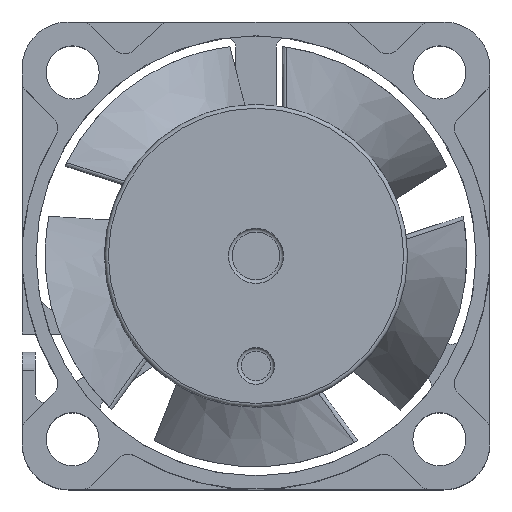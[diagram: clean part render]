
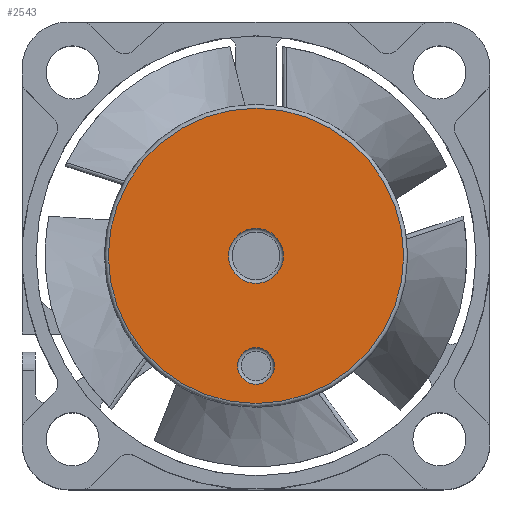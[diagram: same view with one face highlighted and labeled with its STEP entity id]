
A CAD part, top view. The second image highlights one B-rep face of the part: STEP entity #2543.
In plain terms, the highlighted planar face has unit normal (0, 0, 1).
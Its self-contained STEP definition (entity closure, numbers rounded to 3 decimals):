
#154=FACE_BOUND('',#474,.T.);
#155=FACE_BOUND('',#475,.T.);
#198=PLANE('',#2799);
#328=FACE_OUTER_BOUND('',#473,.T.);
#473=EDGE_LOOP('',(#2337));
#474=EDGE_LOOP('',(#2338,#2339));
#475=EDGE_LOOP('',(#2340,#2341));
#939=CIRCLE('',#2797,8.05);
#941=CIRCLE('',#2800,1.5);
#942=CIRCLE('',#2801,1.5);
#943=CIRCLE('',#2802,1.);
#944=CIRCLE('',#2803,1.);
#1198=VERTEX_POINT('',#6316);
#1199=VERTEX_POINT('',#6320);
#1200=VERTEX_POINT('',#6321);
#1201=VERTEX_POINT('',#6324);
#1202=VERTEX_POINT('',#6325);
#1579=EDGE_CURVE('',#1198,#1198,#939,.T.);
#1581=EDGE_CURVE('',#1199,#1200,#941,.T.);
#1582=EDGE_CURVE('',#1200,#1199,#942,.T.);
#1583=EDGE_CURVE('',#1201,#1202,#943,.T.);
#1584=EDGE_CURVE('',#1202,#1201,#944,.T.);
#2337=ORIENTED_EDGE('',*,*,#1579,.F.);
#2338=ORIENTED_EDGE('',*,*,#1581,.T.);
#2339=ORIENTED_EDGE('',*,*,#1582,.T.);
#2340=ORIENTED_EDGE('',*,*,#1583,.T.);
#2341=ORIENTED_EDGE('',*,*,#1584,.T.);
#2543=ADVANCED_FACE('',(#328,#154,#155),#198,.T.);
#2797=AXIS2_PLACEMENT_3D('',#6317,#3429,#3430);
#2799=AXIS2_PLACEMENT_3D('',#6319,#3433,#3434);
#2800=AXIS2_PLACEMENT_3D('',#6322,#3435,#3436);
#2801=AXIS2_PLACEMENT_3D('',#6323,#3437,#3438);
#2802=AXIS2_PLACEMENT_3D('',#6326,#3439,#3440);
#2803=AXIS2_PLACEMENT_3D('',#6327,#3441,#3442);
#3429=DIRECTION('center_axis',(0.,0.,-1.));
#3430=DIRECTION('ref_axis',(1.,0.,0.));
#3433=DIRECTION('center_axis',(0.,0.,1.));
#3434=DIRECTION('ref_axis',(1.,0.,0.));
#3435=DIRECTION('center_axis',(0.,0.,-1.));
#3436=DIRECTION('ref_axis',(1.,0.,0.));
#3437=DIRECTION('center_axis',(0.,0.,-1.));
#3438=DIRECTION('ref_axis',(1.,0.,0.));
#3439=DIRECTION('center_axis',(0.,0.,-1.));
#3440=DIRECTION('ref_axis',(1.,0.,0.));
#3441=DIRECTION('center_axis',(0.,0.,-1.));
#3442=DIRECTION('ref_axis',(1.,0.,0.));
#6316=CARTESIAN_POINT('',(-8.05,0.,10.));
#6317=CARTESIAN_POINT('Origin',(0.,0.,10.));
#6319=CARTESIAN_POINT('Origin',(0.,0.,10.));
#6320=CARTESIAN_POINT('',(-1.5,0.,10.));
#6321=CARTESIAN_POINT('',(1.5,0.,10.));
#6322=CARTESIAN_POINT('Origin',(0.,0.,10.));
#6323=CARTESIAN_POINT('Origin',(0.,0.,10.));
#6324=CARTESIAN_POINT('',(-1.,-6.,10.));
#6325=CARTESIAN_POINT('',(1.,-6.,10.));
#6326=CARTESIAN_POINT('Origin',(0.,-6.,10.));
#6327=CARTESIAN_POINT('Origin',(0.,-6.,10.));
